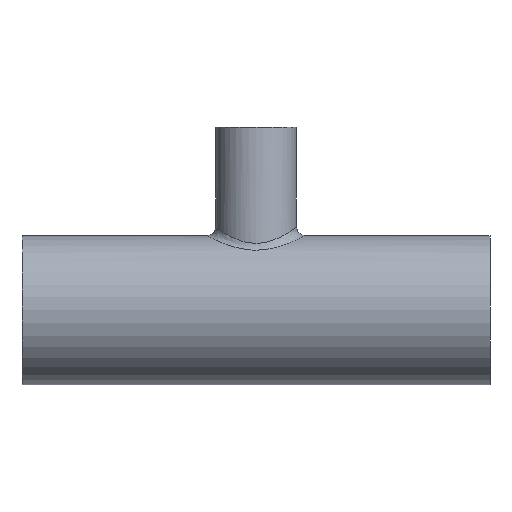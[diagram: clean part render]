
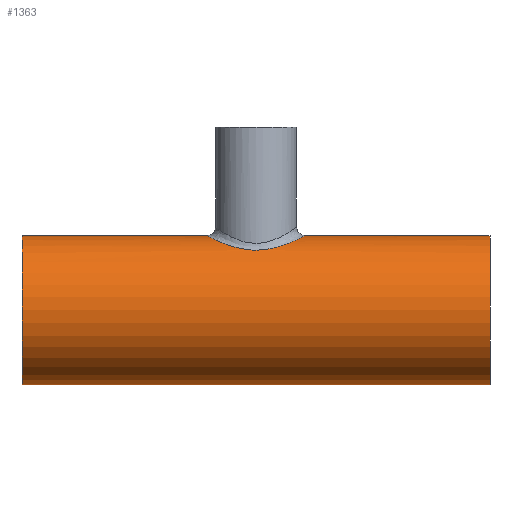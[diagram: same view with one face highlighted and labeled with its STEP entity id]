
A CAD part, front view. The second image highlights one B-rep face of the part: STEP entity #1363.
In plain terms, the highlighted cylindrical face has radius 17.5 mm (diameter 35 mm), a full revolution.
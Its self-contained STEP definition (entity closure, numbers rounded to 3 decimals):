
#1216=CARTESIAN_POINT('',(0.,-10.321,14.133));
#1217=VERTEX_POINT('',#1216);
#1279=CARTESIAN_POINT('',(0.,-10.321,14.133));
#1280=CARTESIAN_POINT('',(0.879,-10.32,14.133));
#1281=CARTESIAN_POINT('',(2.194,-10.184,14.234));
#1282=CARTESIAN_POINT('',(3.866,-9.743,14.54));
#1283=CARTESIAN_POINT('',(5.437,-9.15,14.926));
#1284=CARTESIAN_POINT('',(6.88,-8.331,15.407));
#1285=CARTESIAN_POINT('',(8.134,-7.324,15.901));
#1286=CARTESIAN_POINT('',(9.069,-6.393,16.303));
#1287=CARTESIAN_POINT('',(9.958,-5.237,16.717));
#1288=CARTESIAN_POINT('',(10.713,-3.859,17.091));
#1289=CARTESIAN_POINT('',(11.241,-2.359,17.363));
#1290=CARTESIAN_POINT('',(11.511,-0.8,17.506));
#1291=CARTESIAN_POINT('',(11.511,0.525,17.506));
#1292=CARTESIAN_POINT('',(11.378,1.568,17.435));
#1293=CARTESIAN_POINT('',(11.044,3.119,17.261));
#1294=CARTESIAN_POINT('',(10.287,4.809,16.871));
#1295=CARTESIAN_POINT('',(8.992,6.493,16.267));
#1296=CARTESIAN_POINT('',(7.85,7.591,15.781));
#1297=CARTESIAN_POINT('',(6.752,8.382,15.368));
#1298=CARTESIAN_POINT('',(5.799,8.923,15.056));
#1299=CARTESIAN_POINT('',(4.56,9.519,14.692));
#1300=CARTESIAN_POINT('',(3.19,9.96,14.391));
#1301=CARTESIAN_POINT('',(1.476,10.259,14.178));
#1302=CARTESIAN_POINT('',(0.302,10.34,14.118));
#1303=CARTESIAN_POINT('',(-0.87,10.301,14.147));
#1304=CARTESIAN_POINT('',(-2.036,10.181,14.234));
#1305=CARTESIAN_POINT('',(-3.447,9.887,14.443));
#1306=CARTESIAN_POINT('',(-5.056,9.312,14.824));
#1307=CARTESIAN_POINT('',(-6.521,8.545,15.282));
#1308=CARTESIAN_POINT('',(-7.833,7.607,15.774));
#1309=CARTESIAN_POINT('',(-8.989,6.495,16.266));
#1310=CARTESIAN_POINT('',(-10.056,5.113,16.763));
#1311=CARTESIAN_POINT('',(-10.789,3.691,17.13));
#1312=CARTESIAN_POINT('',(-11.27,2.188,17.379));
#1313=CARTESIAN_POINT('',(-11.511,0.799,17.506));
#1314=CARTESIAN_POINT('',(-11.512,-0.787,17.506));
#1315=CARTESIAN_POINT('',(-11.243,-2.352,17.364));
#1316=CARTESIAN_POINT('',(-10.721,-3.841,17.095));
#1317=CARTESIAN_POINT('',(-9.957,-5.24,16.716));
#1318=CARTESIAN_POINT('',(-9.076,-6.383,16.307));
#1319=CARTESIAN_POINT('',(-8.138,-7.322,15.903));
#1320=CARTESIAN_POINT('',(-6.877,-8.332,15.406));
#1321=CARTESIAN_POINT('',(-5.457,-9.141,14.932));
#1322=CARTESIAN_POINT('',(-3.864,-9.744,14.539));
#1323=CARTESIAN_POINT('',(-2.613,-10.073,14.311));
#1324=CARTESIAN_POINT('',(-1.322,-10.275,14.166));
#1325=CARTESIAN_POINT('',(-0.439,-10.321,14.133));
#1326=CARTESIAN_POINT('',(0.,-10.321,14.133));
#1327=B_SPLINE_CURVE_WITH_KNOTS('',3,(#1279,#1280,#1281,#1282,#1283,#1284,#1285,#1286,#1287,#1288,#1289,#1290,#1291,#1292,#1293,#1294,#1295,#1296,#1297,#1298,#1299,#1300,#1301,#1302,#1303,#1304,#1305,#1306,#1307,#1308,#1309,#1310,#1311,#1312,#1313,#1314,#1315,#1316,#1317,#1318,#1319,#1320,#1321,#1322,#1323,#1324,#1325,#1326),.UNSPECIFIED.,.T.,.U.,(4,1,1,1,1,1,1,1,1,1,1,1,1,1,1,1,1,1,1,1,1,1,1,1,1,1,1,1,1,1,1,1,1,1,1,1,1,1,1,1,1,1,1,1,1,4),(-5.868,-5.658,-5.553,-5.448,-5.239,-5.134,-5.029,-4.89,-4.75,-4.61,-4.471,-4.331,-4.261,-4.191,-3.912,-3.772,-3.632,-3.493,-3.423,-3.353,-3.143,-3.074,-2.934,-2.864,-2.794,-2.654,-2.515,-2.375,-2.235,-2.096,-1.956,-1.77,-1.676,-1.537,-1.397,-1.257,-1.118,-0.978,-0.838,-0.733,-0.629,-0.419,-0.314,-0.21,-0.105,0.0),.UNSPECIFIED.);
#1328=EDGE_CURVE('',#1217,#1217,#1327,.T.);
#1333=CARTESIAN_POINT('',(0.0,0.0,0.0));
#1334=DIRECTION('',(-1.0,0.0,0.0));
#1335=DIRECTION('',(0.0,-1.0,0.0));
#1336=AXIS2_PLACEMENT_3D('',#1333,#1334,#1335);
#1337=CYLINDRICAL_SURFACE('',#1336,17.5);
#1338=CARTESIAN_POINT('',(55.0,-17.5,0.0));
#1339=VERTEX_POINT('',#1338);
#1340=CARTESIAN_POINT('',(55.,0.0,0.0));
#1341=DIRECTION('',(-1.0,0.0,0.0));
#1342=DIRECTION('',(0.0,-1.0,0.0));
#1343=AXIS2_PLACEMENT_3D('',#1340,#1341,#1342);
#1344=CIRCLE('',#1343,17.5);
#1345=EDGE_CURVE('',#1339,#1339,#1344,.T.);
#1346=ORIENTED_EDGE('',*,*,#1345,.T.);
#1347=EDGE_LOOP('',(#1346));
#1348=FACE_OUTER_BOUND('',#1347,.T.);
#1349=CARTESIAN_POINT('',(-55.0,-17.5,0.0));
#1350=VERTEX_POINT('',#1349);
#1351=CARTESIAN_POINT('',(-55.0,0.0,0.0));
#1352=DIRECTION('',(-1.0,0.0,0.0));
#1353=DIRECTION('',(0.0,-1.0,0.0));
#1354=AXIS2_PLACEMENT_3D('',#1351,#1352,#1353);
#1355=CIRCLE('',#1354,17.5);
#1356=EDGE_CURVE('',#1350,#1350,#1355,.T.);
#1357=ORIENTED_EDGE('',*,*,#1356,.F.);
#1358=EDGE_LOOP('',(#1357));
#1359=FACE_BOUND('',#1358,.T.);
#1360=ORIENTED_EDGE('',*,*,#1328,.F.);
#1361=EDGE_LOOP('',(#1360));
#1362=FACE_BOUND('',#1361,.T.);
#1363=ADVANCED_FACE('',(#1348,#1359,#1362),#1337,.T.);
